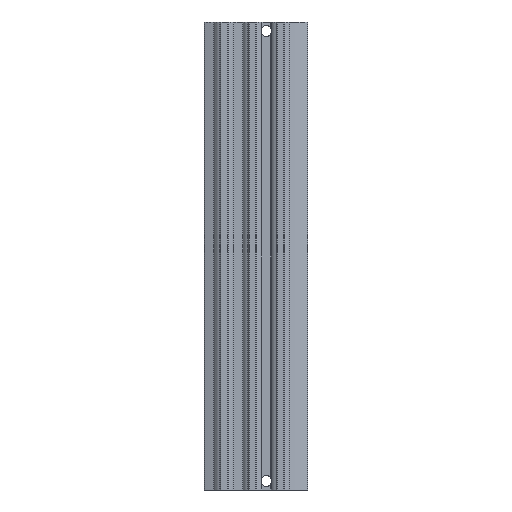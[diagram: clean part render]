
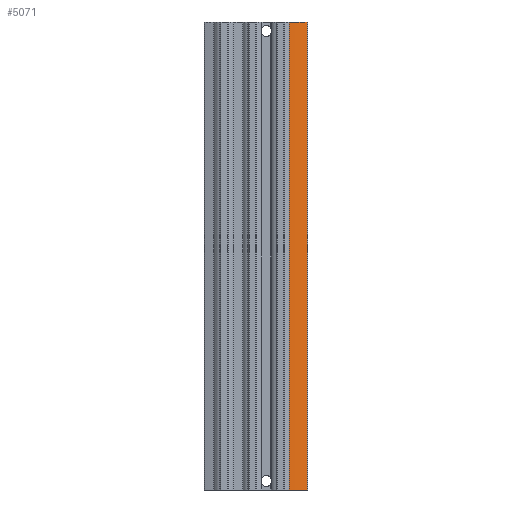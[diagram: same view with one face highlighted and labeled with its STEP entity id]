
A CAD part, front view. The second image highlights one B-rep face of the part: STEP entity #5071.
In plain terms, the highlighted cylindrical face has radius 60 mm (diameter 120 mm), a partial arc.
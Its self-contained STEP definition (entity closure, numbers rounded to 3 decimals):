
#293=CIRCLE('',#5433,60.);
#294=CIRCLE('',#5434,60.);
#808=ORIENTED_EDGE('',*,*,#2080,.F.);
#809=ORIENTED_EDGE('',*,*,#2079,.F.);
#810=ORIENTED_EDGE('',*,*,#2081,.T.);
#811=ORIENTED_EDGE('',*,*,#2082,.T.);
#2079=EDGE_CURVE('',#2709,#2708,#3162,.T.);
#2080=EDGE_CURVE('',#2708,#2710,#293,.T.);
#2081=EDGE_CURVE('',#2709,#2711,#294,.T.);
#2082=EDGE_CURVE('',#2711,#2710,#3163,.T.);
#2708=VERTEX_POINT('',#8690);
#2709=VERTEX_POINT('',#8692);
#2710=VERTEX_POINT('',#8696);
#2711=VERTEX_POINT('',#8698);
#3162=LINE('',#8693,#3414);
#3163=LINE('',#8699,#3415);
#3414=VECTOR('',#6115,1000.);
#3415=VECTOR('',#6122,1000.);
#3713=EDGE_LOOP('',(#808,#809,#810,#811));
#4315=FACE_BOUND('',#3713,.T.);
#4927=CYLINDRICAL_SURFACE('',#5432,60.);
#5071=ADVANCED_FACE('',(#4315),#4927,.T.);
#5432=AXIS2_PLACEMENT_3D('',#8694,#6116,#6117);
#5433=AXIS2_PLACEMENT_3D('',#8695,#6118,#6119);
#5434=AXIS2_PLACEMENT_3D('',#8697,#6120,#6121);
#6115=DIRECTION('',(0.,0.,1.));
#6116=DIRECTION('',(0.,0.,1.));
#6117=DIRECTION('',(1.,0.,0.));
#6118=DIRECTION('',(0.,0.,1.));
#6119=DIRECTION('',(1.,0.,0.));
#6120=DIRECTION('',(0.,0.,1.));
#6121=DIRECTION('',(1.,0.,0.));
#6122=DIRECTION('',(0.,0.,1.));
#8690=CARTESIAN_POINT('',(-21.382,4.442,0.));
#8692=CARTESIAN_POINT('',(-21.382,4.442,-182.5));
#8693=CARTESIAN_POINT('',(-21.382,4.442,-182.5));
#8694=CARTESIAN_POINT('',(-1.466,61.039,-182.5));
#8695=CARTESIAN_POINT('',(-1.466,61.039,0.));
#8696=CARTESIAN_POINT('',(-14.403,2.451,0.));
#8697=CARTESIAN_POINT('',(-1.466,61.039,-182.5));
#8698=CARTESIAN_POINT('',(-14.403,2.451,-182.5));
#8699=CARTESIAN_POINT('',(-14.403,2.451,-182.5));
